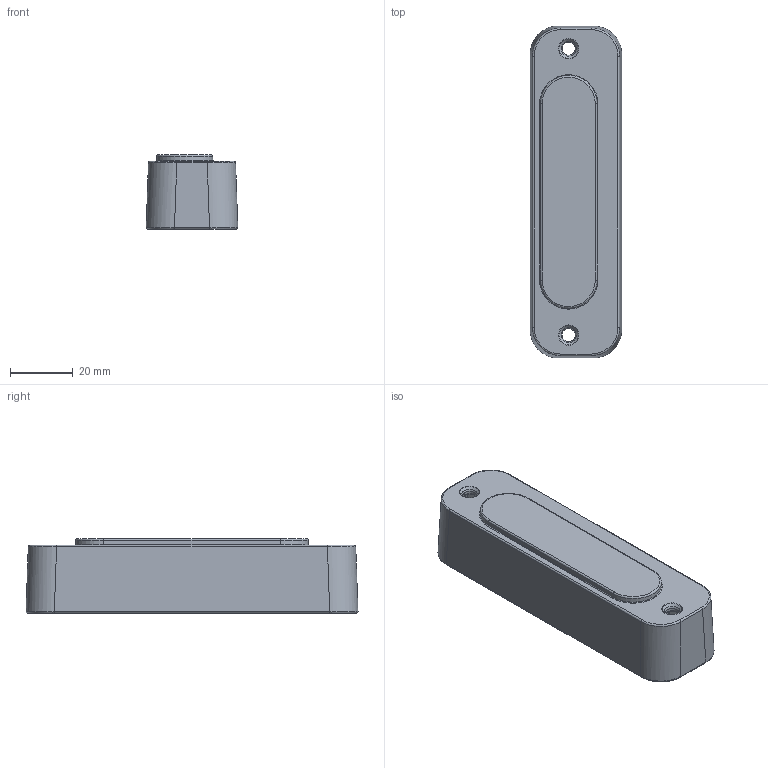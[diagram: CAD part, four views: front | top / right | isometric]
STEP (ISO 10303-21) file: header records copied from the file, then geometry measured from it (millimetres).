
FILE_DESCRIPTION(/* description */ (''),/* implementation_level */ '2;1');
FILE_NAME(/* name */ 'LEDModul.step',/* time_stamp */ '2022-03-18T09:13:24+01:00',/* author */ (''),/* organization */ (''),/* preprocessor_version */ 'ST-DEVELOPER v18.1',/* originating_system */ 'Autodesk Translation Framework v10.13.0.1454',/* authorisation */ '');
FILE_SCHEMA (('AUTOMOTIVE_DESIGN { 1 0 10303 214 3 1 1 }'));
Products named in the file (40): combo v37; PCB V2 v3; PCB V2 LED v4; DesignRootModel; Submodel-APA-102C_slash_PLCC6-5X5_part_simplified_PLCC6_slash_5X5MM_s
lash_WS2812; Submodel-C:UsersMichaelDocumentsAmfitechDS ProjectsrojectslayAliveLED
 skinne10x LED V2.00_PCB3DInput_SAPA102C.xtd; Submodel-APA-102C_slash_PLCC6-5X5_part_simplified_PLCC6_slash_5X5MM_s
lash_WS2812 (1); Submodel-C:UsersMichaelDocumentsAmfitechDS ProjectsrojectslayAliveLED
 skinne10x LED V2.00_PCB3DInput_SAPA102C.xtd (1); Submodel-APA-102C_slash_PLCC6-5X5_part_simplified_PLCC6_slash_5X5MM_s
lash_WS2812 (2); Submodel-C:UsersMichaelDocumentsAmfitechDS ProjectsrojectslayAliveLED
 skinne10x LED V2.00_PCB3DInput_SAPA102C.xtd (2); Submodel-APA-102C_slash_PLCC6-5X5_part_simplified_PLCC6_slash_5X5MM_s
lash_WS2812 (3); Submodel-C:UsersMichaelDocumentsAmfitechDS ProjectsrojectslayAliveLED
 skinne10x LED V2.00_PCB3DInput_SAPA102C.xtd (3); Submodel-APA-102C_slash_PLCC6-5X5_part_simplified_PLCC6_slash_5X5MM_s
lash_WS2812 (4); Submodel-C:UsersMichaelDocumentsAmfitechDS ProjectsrojectslayAliveLED
 skinne10x LED V2.00_PCB3DInput_SAPA102C.xtd (4); Submodel-APA-102C_slash_PLCC6-5X5_part_simplified_PLCC6_slash_5X5MM_s
lash_WS2812 (5); Submodel-C:UsersMichaelDocumentsAmfitechDS ProjectsrojectslayAliveLED
 skinne10x LED V2.00_PCB3DInput_SAPA102C.xtd (5); Submodel-APA-102C_slash_PLCC6-5X5_part_simplified_PLCC6_slash_5X5MM_s
lash_WS2812 (6); Submodel-C:UsersMichaelDocumentsAmfitechDS ProjectsrojectslayAliveLED
 skinne10x LED V2.00_PCB3DInput_SAPA102C.xtd (6); Submodel-APA-102C_slash_PLCC6-5X5_part_simplified_PLCC6_slash_5X5MM_s
lash_WS2812 (7); Submodel-C:UsersMichaelDocumentsAmfitechDS ProjectsrojectslayAliveLED
 skinne10x LED V2.00_PCB3DInput_SAPA102C.xtd (7); Submodel-10KX8_slash_1206_slash_5_pct__part_simplified_R-ARRAY-1206-1
0PIN; Submodel-C:UsersMichaelDocumentsAmfitechDS ProjectsrojectslayAliveLED
 skinne10x LED V2.00_PCB3DInput_SR-Array-cay17_10pin_1206.xtd; Submodel-10KX8_slash_1206_slash_5_pct__part_simplified_R-ARRAY-1206-1
0PIN (1); Submodel-C:UsersMichaelDocumentsAmfitechDS ProjectsrojectslayAliveLED
 skinne10x LED V2.00_PCB3DInput_SR-Array-cay17_10pin_1206.xtd (1); Submodel-10KX8_slash_1206_slash_5_pct__part_simplified_R-ARRAY-1206-1
0PIN (2); Submodel-C:UsersMichaelDocumentsAmfitechDS ProjectsrojectslayAliveLED
 skinne10x LED V2.00_PCB3DInput_SR-Array-cay17_10pin_1206.xtd (2); Submodel-10KX8_slash_1206_slash_5_pct__part_simplified_R-ARRAY-1206-1
0PIN (3); Submodel-C:UsersMichaelDocumentsAmfitechDS ProjectsrojectslayAliveLED
 skinne10x LED V2.00_PCB3DInput_SR-Array-cay17_10pin_1206.xtd (3); R-Array-cay17_10pin_1206; Submodel-APA-102C_slash_PLCC6-5X5_part_simplified_PLCC6_slash_5X5MM_s
lash_WS2812 (8); Submodel-C:UsersMichaelDocumentsAmfitechDS ProjectsrojectslayAliveLED
 skinne10x LED V2.00_PCB3DInput_SAPA102C.xtd (8); Submodel-APA-102C_slash_PLCC6-5X5_part_simplified_PLCC6_slash_5X5MM_s
lash_WS2812 (9); Submodel-C:UsersMichaelDocumentsAmfitechDS ProjectsrojectslayAliveLED
 skinne10x LED V2.00_PCB3DInput_SAPA102C.xtd (9); APA102C; uid__9223372036856242915; Submodel-2X2P_slash_HEADER_slash_2.54MM_slash_TSM_part_2X2_slash_2.54
MM_slash_TSM-LC_slash_HEADER_slash_SMD; Submodel-C:UsersMichaelDocumentsAmfitechDS ProjectsrojectslayAliveLED
 skinne10x LED V2.00_PCB3DImportedPartModelsTSM-102-04-T-DV-LC.stp; Submodel-2X2P_slash_HEADER_slash_2.54MM_slash_TSM_part_2X2_slash_2.54
MM_slash_TSM-LC_slash_HEADER_slash_SMD (1); Submodel-C:UsersMichaelDocumentsAmfitechDS ProjectsrojectslayAliveLED
 skinne10x LED V2.00_PCB3DImportedPartModelsTSM-102-04-T-DV-LC.stp (1); TSM-102-04-T-DV-LC.xtd
Assembly tree (52 placements, depth 7):
  combo v37
    PCB V2 v3
      PCB V2 LED v4
        DesignRootModel
          Submodel-APA-102C_slash_PLCC6-5X5_part_simplified_PLCC6_slash_5X5MM_s
lash_WS2812
            Submodel-C:UsersMichaelDocumentsAmfitechDS ProjectsrojectslayAliveLED
 skinne10x LED V2.00_PCB3DInput_SAPA102C.xtd
              APA102C
          Submodel-APA-102C_slash_PLCC6-5X5_part_simplified_PLCC6_slash_5X5MM_s
lash_WS2812 (1)
            Submodel-C:UsersMichaelDocumentsAmfitechDS ProjectsrojectslayAliveLED
 skinne10x LED V2.00_PCB3DInput_SAPA102C.xtd (1)
              APA102C
          Submodel-APA-102C_slash_PLCC6-5X5_part_simplified_PLCC6_slash_5X5MM_s
lash_WS2812 (2)
            Submodel-C:UsersMichaelDocumentsAmfitechDS ProjectsrojectslayAliveLED
 skinne10x LED V2.00_PCB3DInput_SAPA102C.xtd (2)
              APA102C
          Submodel-APA-102C_slash_PLCC6-5X5_part_simplified_PLCC6_slash_5X5MM_s
lash_WS2812 (3)
            Submodel-C:UsersMichaelDocumentsAmfitechDS ProjectsrojectslayAliveLED
 skinne10x LED V2.00_PCB3DInput_SAPA102C.xtd (3)
              APA102C
          Submodel-APA-102C_slash_PLCC6-5X5_part_simplified_PLCC6_slash_5X5MM_s
lash_WS2812 (4)
            Submodel-C:UsersMichaelDocumentsAmfitechDS ProjectsrojectslayAliveLED
 skinne10x LED V2.00_PCB3DInput_SAPA102C.xtd (4)
              APA102C
          Submodel-APA-102C_slash_PLCC6-5X5_part_simplified_PLCC6_slash_5X5MM_s
lash_WS2812 (5)
            Submodel-C:UsersMichaelDocumentsAmfitechDS ProjectsrojectslayAliveLED
 skinne10x LED V2.00_PCB3DInput_SAPA102C.xtd (5)
              APA102C
          Submodel-APA-102C_slash_PLCC6-5X5_part_simplified_PLCC6_slash_5X5MM_s
lash_WS2812 (6)
            Submodel-C:UsersMichaelDocumentsAmfitechDS ProjectsrojectslayAliveLED
 skinne10x LED V2.00_PCB3DInput_SAPA102C.xtd (6)
              APA102C
          Submodel-APA-102C_slash_PLCC6-5X5_part_simplified_PLCC6_slash_5X5MM_s
lash_WS2812 (7)
            Submodel-C:UsersMichaelDocumentsAmfitechDS ProjectsrojectslayAliveLED
 skinne10x LED V2.00_PCB3DInput_SAPA102C.xtd (7)
              APA102C
          Submodel-10KX8_slash_1206_slash_5_pct__part_simplified_R-ARRAY-1206-1
0PIN
            Submodel-C:UsersMichaelDocumentsAmfitechDS ProjectsrojectslayAliveLED
 skinne10x LED V2.00_PCB3DInput_SR-Array-cay17_10pin_1206.xtd
              R-Array-cay17_10pin_1206
          Submodel-10KX8_slash_1206_slash_5_pct__part_simplified_R-ARRAY-1206-1
0PIN (1)
            Submodel-C:UsersMichaelDocumentsAmfitechDS ProjectsrojectslayAliveLED
 skinne10x LED V2.00_PCB3DInput_SR-Array-cay17_10pin_1206.xtd (1)
              R-Array-cay17_10pin_1206
          Submodel-10KX8_slash_1206_slash_5_pct__part_simplified_R-ARRAY-1206-1
0PIN (2)
            Submodel-C:UsersMichaelDocumentsAmfitechDS ProjectsrojectslayAliveLED
 skinne10x LED V2.00_PCB3DInput_SR-Array-cay17_10pin_1206.xtd (2)
              R-Array-cay17_10pin_1206
          Submodel-10KX8_slash_1206_slash_5_pct__part_simplified_R-ARRAY-1206-1
0PIN (3)
            Submodel-C:UsersMichaelDocumentsAmfitechDS ProjectsrojectslayAliveLED
 skinne10x LED V2.00_PCB3DInput_SR-Array-cay17_10pin_1206.xtd (3)
              R-Array-cay17_10pin_1206
          Submodel-APA-102C_slash_PLCC6-5X5_part_simplified_PLCC6_slash_5X5MM_s
lash_WS2812 (8)
            Submodel-C:UsersMichaelDocumentsAmfitechDS ProjectsrojectslayAliveLED
 skinne10x LED V2.00_PCB3DInput_SAPA102C.xtd (8)
              APA102C
          Submodel-APA-102C_slash_PLCC6-5X5_part_simplified_PLCC6_slash_5X5MM_s
lash_WS2812 (9)
            Submodel-C:UsersMichaelDocumentsAmfitechDS ProjectsrojectslayAliveLED
 skinne10x LED V2.00_PCB3DInput_SAPA102C.xtd (9)
              APA102C
          uid__9223372036856242915
          Submodel-2X2P_slash_HEADER_slash_2.54MM_slash_TSM_part_2X2_slash_2.54
MM_slash_TSM-LC_slash_HEADER_slash_SMD
            Submodel-C:UsersMichaelDocumentsAmfitechDS ProjectsrojectslayAliveLED
 skinne10x LED V2.00_PCB3DImportedPartModelsTSM-102-04-T-DV-LC.stp
              TSM-102-04-T-DV-LC.xtd
          Submodel-2X2P_slash_HEADER_slash_2.54MM_slash_TSM_part_2X2_slash_2.54
MM_slash_TSM-LC_slash_HEADER_slash_SMD (1)
            Submodel-C:UsersMichaelDocumentsAmfitechDS ProjectsrojectslayAliveLED
 skinne10x LED V2.00_PCB3DImportedPartModelsTSM-102-04-T-DV-LC.stp (1)
              TSM-102-04-T-DV-LC.xtd
Bounding box: 29.11 x 105.47 x 23.59 mm (x, y, z)
Volume: 19991.9 mm3; surface area: 20285.8 mm2
Topology: 20 solids, 20 shells, 5931 faces, 16349 edges, 10446 vertices
Faces by surface type: plane 3330, cylinder 1613, torus 478, bspline 436, sphere 54, cone 20
Full cylindrical faces by diameter (mm): 0.08 x130
Entity records: 57927 total; most frequent: CARTESIAN_POINT 18214, ORIENTED_EDGE 8168, DIRECTION 8150, EDGE_CURVE 4084, AXIS2_PLACEMENT_3D 2825, VERTEX_POINT 2506, LINE 2500, VECTOR 2500
